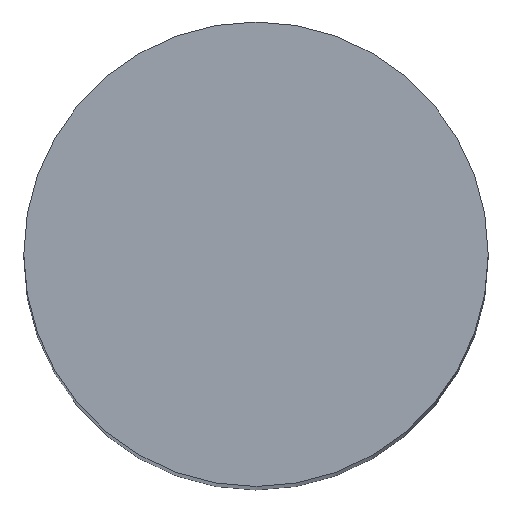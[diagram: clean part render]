
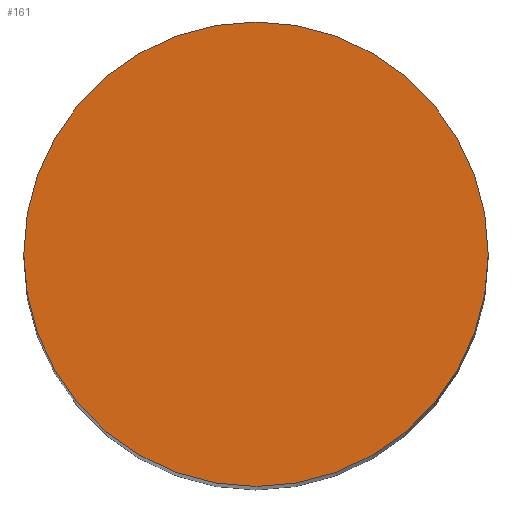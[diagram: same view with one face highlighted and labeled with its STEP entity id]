
A CAD part, top view. The second image highlights one B-rep face of the part: STEP entity #161.
In plain terms, the highlighted planar face has unit normal (0, 0, 1).
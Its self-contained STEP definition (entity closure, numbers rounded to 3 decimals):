
#1 = DIRECTION ( 'NONE',  ( 0., 0., 1. ) ) ;
#2 = EDGE_LOOP ( 'NONE', ( #12, #78 ) ) ;
#12 = ORIENTED_EDGE ( 'NONE', *, *, #114, .T. ) ;
#13 = AXIS2_PLACEMENT_3D ( 'NONE', #109, #126, #157 ) ;
#20 = AXIS2_PLACEMENT_3D ( 'NONE', #107, #1, #127 ) ;
#26 = CARTESIAN_POINT ( 'NONE',  ( -5., 0., 43. ) ) ;
#34 = VERTEX_POINT ( 'NONE', #174 ) ;
#44 = CIRCLE ( 'NONE', #13, 5. ) ;
#47 = PLANE ( 'NONE',  #108 ) ;
#57 = FACE_OUTER_BOUND ( 'NONE', #2, .T. ) ;
#62 = VERTEX_POINT ( 'NONE', #26 ) ;
#63 = DIRECTION ( 'NONE',  ( 0., 0., 1. ) ) ;
#78 = ORIENTED_EDGE ( 'NONE', *, *, #154, .T. ) ;
#107 = CARTESIAN_POINT ( 'NONE',  ( 0., 0., 43. ) ) ;
#108 = AXIS2_PLACEMENT_3D ( 'NONE', #125, #63, #163 ) ;
#109 = CARTESIAN_POINT ( 'NONE',  ( 0., 0., 43. ) ) ;
#114 = EDGE_CURVE ( 'NONE', #62, #34, #44, .T. ) ;
#125 = CARTESIAN_POINT ( 'NONE',  ( 0., 0., 43. ) ) ;
#126 = DIRECTION ( 'NONE',  ( 0., 0., 1. ) ) ;
#127 = DIRECTION ( 'NONE',  ( 1., 0., 0. ) ) ;
#154 = EDGE_CURVE ( 'NONE', #34, #62, #172, .T. ) ;
#157 = DIRECTION ( 'NONE',  ( 1., 0., 0. ) ) ;
#161 = ADVANCED_FACE ( 'NONE', ( #57 ), #47, .T. ) ;
#163 = DIRECTION ( 'NONE',  ( 1., 0., 0. ) ) ;
#172 = CIRCLE ( 'NONE', #20, 5. ) ;
#174 = CARTESIAN_POINT ( 'NONE',  ( 5., 0., 43. ) ) ;
